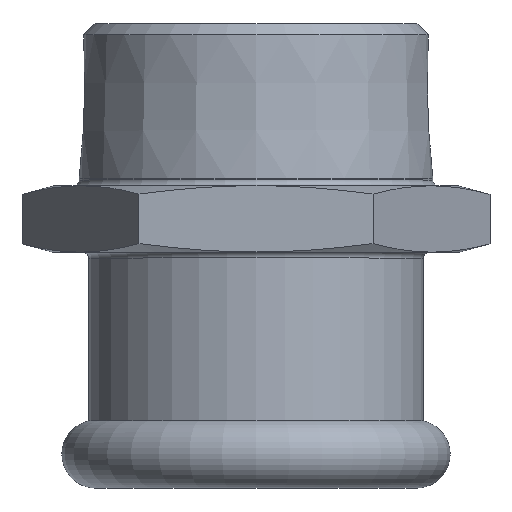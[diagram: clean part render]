
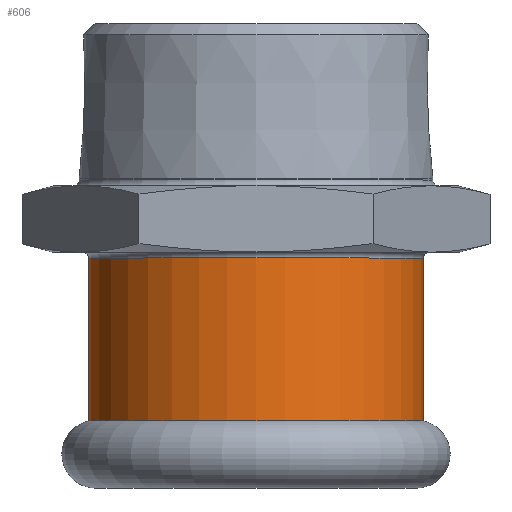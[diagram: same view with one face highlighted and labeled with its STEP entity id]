
A CAD part, top view. The second image highlights one B-rep face of the part: STEP entity #606.
In plain terms, the highlighted cylindrical face has radius 22.7 mm (diameter 45.4 mm), a full revolution.
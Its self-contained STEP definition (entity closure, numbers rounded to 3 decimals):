
#70=LINE('',#1014,#86);
#86=VECTOR('',#816,22.7);
#102=CYLINDRICAL_SURFACE('',#688,22.7);
#112=FACE_OUTER_BOUND('',#152,.T.);
#152=EDGE_LOOP('',(#434,#435,#436,#437,#438,#439));
#189=CIRCLE('',#661,22.7);
#190=CIRCLE('',#662,22.7);
#201=CIRCLE('',#676,22.7);
#205=CIRCLE('',#680,22.7);
#245=VERTEX_POINT('',#965);
#246=VERTEX_POINT('',#966);
#255=VERTEX_POINT('',#991);
#256=VERTEX_POINT('',#992);
#306=EDGE_CURVE('',#245,#246,#189,.T.);
#307=EDGE_CURVE('',#246,#245,#190,.T.);
#319=EDGE_CURVE('',#255,#256,#201,.T.);
#323=EDGE_CURVE('',#256,#255,#205,.T.);
#330=EDGE_CURVE('',#256,#246,#70,.T.);
#434=ORIENTED_EDGE('',*,*,#319,.F.);
#435=ORIENTED_EDGE('',*,*,#323,.F.);
#436=ORIENTED_EDGE('',*,*,#330,.T.);
#437=ORIENTED_EDGE('',*,*,#307,.T.);
#438=ORIENTED_EDGE('',*,*,#306,.T.);
#439=ORIENTED_EDGE('',*,*,#330,.F.);
#606=ADVANCED_FACE('',(#112),#102,.T.);
#661=AXIS2_PLACEMENT_3D('',#967,#759,#760);
#662=AXIS2_PLACEMENT_3D('',#968,#761,#762);
#676=AXIS2_PLACEMENT_3D('',#993,#790,#791);
#680=AXIS2_PLACEMENT_3D('',#999,#798,#799);
#688=AXIS2_PLACEMENT_3D('',#1013,#814,#815);
#759=DIRECTION('center_axis',(0.,1.,0.));
#760=DIRECTION('ref_axis',(0.,0.,1.));
#761=DIRECTION('center_axis',(0.,1.,0.));
#762=DIRECTION('ref_axis',(0.,0.,1.));
#790=DIRECTION('center_axis',(0.,1.,0.));
#791=DIRECTION('ref_axis',(0.,0.,-1.));
#798=DIRECTION('center_axis',(0.,1.,0.));
#799=DIRECTION('ref_axis',(0.,0.,-1.));
#814=DIRECTION('center_axis',(0.,1.,0.));
#815=DIRECTION('ref_axis',(0.,0.,1.));
#816=DIRECTION('',(0.,-1.,0.));
#965=CARTESIAN_POINT('',(0.,9.116,22.7));
#966=CARTESIAN_POINT('',(0.,9.116,-22.7));
#967=CARTESIAN_POINT('Origin',(0.,9.116,0.));
#968=CARTESIAN_POINT('Origin',(0.,9.116,0.));
#991=CARTESIAN_POINT('',(0.,31.2,22.7));
#992=CARTESIAN_POINT('',(0.,31.2,-22.7));
#993=CARTESIAN_POINT('Origin',(0.,31.2,0.));
#999=CARTESIAN_POINT('Origin',(0.,31.2,0.));
#1013=CARTESIAN_POINT('Origin',(0.,20.058,0.));
#1014=CARTESIAN_POINT('',(0.,20.058,-22.7));
